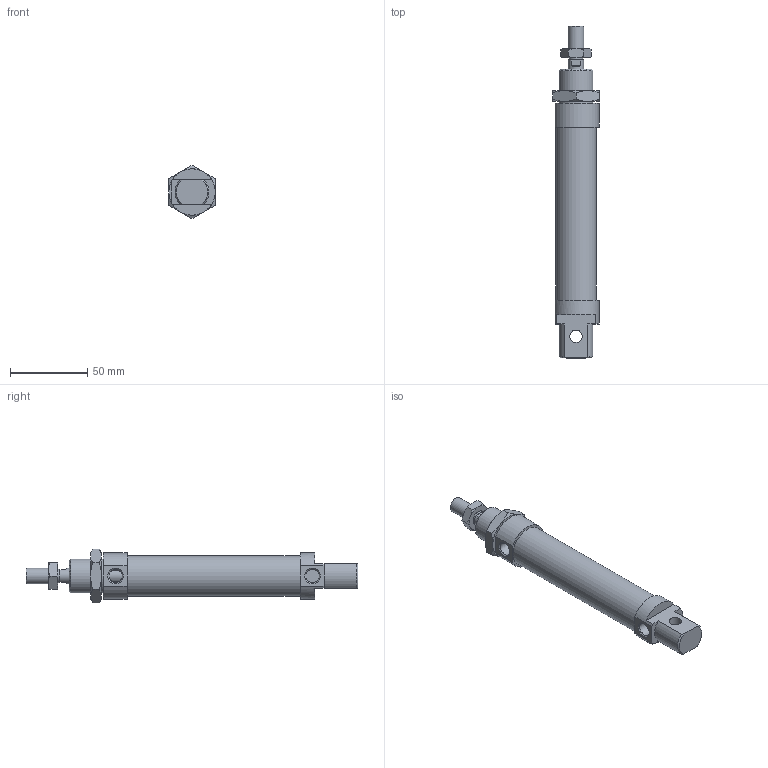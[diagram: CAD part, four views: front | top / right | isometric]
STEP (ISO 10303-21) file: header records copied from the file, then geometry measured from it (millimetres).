
FILE_DESCRIPTION((''),'2;1');
FILE_NAME('1280_25_0075.iam.stp','2009-06-04T09:44:59',(''),(''),'Autodesk Inventor 2010','Autodesk Inventor 2010','');
FILE_SCHEMA(('AUTOMOTIVE_DESIGN { 1 0 10303 214 1 1 1 1 }'));
Length unit declared in the file: millimetre
Products named in the file (5): 1280_25_0075; C1280_25_75; S1280_25_75; 1200_25_05; 1200_25_06
Assembly tree (4 placements, depth 2):
  1280_25_0075
    C1280_25_75
    S1280_25_75
    1200_25_05
    1200_25_06
Bounding box: 30 x 215 x 34.64 mm (x, y, z)
Volume: 101453.3 mm3; surface area: 28382.2 mm2
Topology: 4 solids, 4 shells, 92 faces, 204 edges, 125 vertices
Faces by surface type: plane 41, cone 28, bspline 12, cylinder 11
Full cylindrical faces by diameter (mm): 8 x1, 8.8 x1, 10 x3, 22 x1, 26.5 x1
Entity records: 2734 total; most frequent: CARTESIAN_POINT 689, DIRECTION 376, ORIENTED_EDGE 356, EDGE_CURVE 178, AXIS2_PLACEMENT_3D 163, EDGE_LOOP 124, VERTEX_POINT 118, STYLED_ITEM 96
